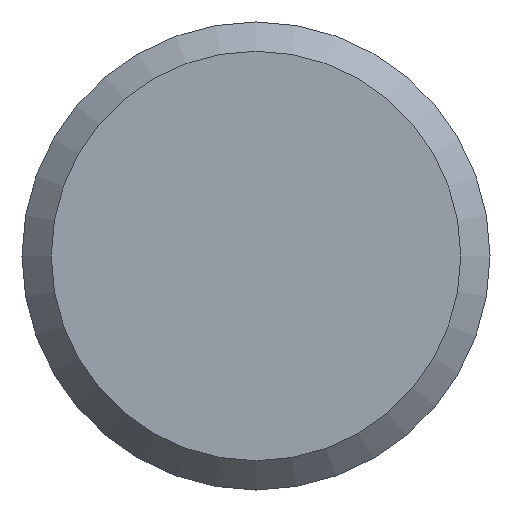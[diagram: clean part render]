
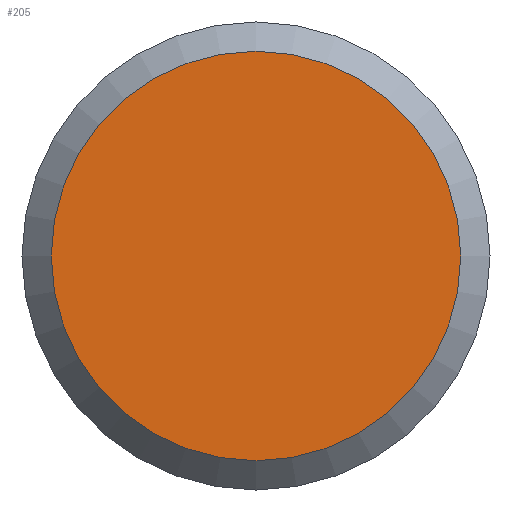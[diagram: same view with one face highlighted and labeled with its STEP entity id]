
A CAD part, front view. The second image highlights one B-rep face of the part: STEP entity #205.
In plain terms, the highlighted planar face has unit normal (0, -1, 0).
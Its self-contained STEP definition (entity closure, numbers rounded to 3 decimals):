
#21=PLANE('',#244);
#30=FACE_OUTER_BOUND('',#45,.T.);
#45=EDGE_LOOP('',(#152));
#57=CIRCLE('',#243,3.5);
#94=VERTEX_POINT('',#408);
#114=EDGE_CURVE('',#94,#94,#57,.T.);
#152=ORIENTED_EDGE('',*,*,#114,.T.);
#205=ADVANCED_FACE('',(#30),#21,.T.);
#243=AXIS2_PLACEMENT_3D('',#409,#286,#287);
#244=AXIS2_PLACEMENT_3D('',#411,#289,#290);
#286=DIRECTION('center_axis',(0.,-1.,0.));
#287=DIRECTION('ref_axis',(1.,0.,0.));
#289=DIRECTION('center_axis',(0.,-1.,0.));
#290=DIRECTION('ref_axis',(0.,0.,-1.));
#408=CARTESIAN_POINT('',(-3.5,-4.,0.));
#409=CARTESIAN_POINT('Origin',(0.,-4.,0.));
#411=CARTESIAN_POINT('Origin',(1.75,-4.,0.));
